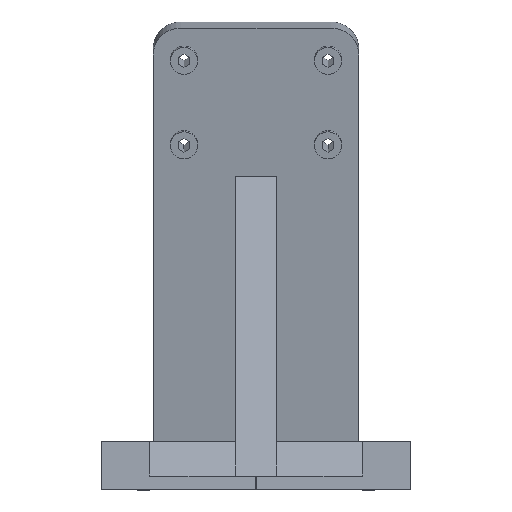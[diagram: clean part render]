
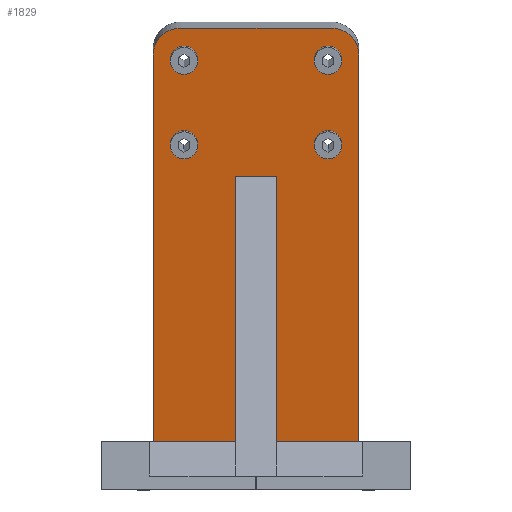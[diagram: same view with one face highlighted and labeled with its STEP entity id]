
A CAD part, top view. The second image highlights one B-rep face of the part: STEP entity #1829.
In plain terms, the highlighted planar face has unit normal (0, -0.174, 0.985).
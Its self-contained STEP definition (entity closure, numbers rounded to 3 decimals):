
#37=FACE_BOUND('',#236,.T.);
#38=FACE_BOUND('',#237,.T.);
#39=FACE_BOUND('',#238,.T.);
#40=FACE_BOUND('',#239,.T.);
#49=CIRCLE('',#1903,2.);
#52=CIRCLE('',#1914,4.);
#53=CIRCLE('',#1922,2.);
#58=CIRCLE('',#1953,4.);
#59=CIRCLE('',#1954,2.);
#60=CIRCLE('',#1955,2.);
#127=FACE_OUTER_BOUND('',#235,.T.);
#235=EDGE_LOOP('',(#1520,#1521,#1522,#1523,#1524,#1525,#1526,#1527,#1528,
#1529));
#236=EDGE_LOOP('',(#1530));
#237=EDGE_LOOP('',(#1531));
#238=EDGE_LOOP('',(#1532));
#239=EDGE_LOOP('',(#1533));
#350=LINE('',#2619,#586);
#366=LINE('',#2648,#602);
#408=LINE('',#2750,#644);
#434=LINE('',#2802,#670);
#438=LINE('',#2809,#674);
#463=LINE('',#2860,#699);
#469=LINE('',#2874,#705);
#470=LINE('',#2877,#706);
#586=VECTOR('',#2106,10.);
#602=VECTOR('',#2130,10.);
#644=VECTOR('',#2224,10.);
#670=VECTOR('',#2284,10.);
#674=VECTOR('',#2290,10.);
#699=VECTOR('',#2327,10.);
#705=VECTOR('',#2339,10.);
#706=VECTOR('',#2342,10.);
#810=VERTEX_POINT('',#2616);
#811=VERTEX_POINT('',#2618);
#820=VERTEX_POINT('',#2646);
#823=VERTEX_POINT('',#2654);
#837=VERTEX_POINT('',#2697);
#840=VERTEX_POINT('',#2702);
#853=VERTEX_POINT('',#2742);
#863=VERTEX_POINT('',#2801);
#865=VERTEX_POINT('',#2808);
#885=VERTEX_POINT('',#2859);
#890=VERTEX_POINT('',#2873);
#891=VERTEX_POINT('',#2875);
#892=VERTEX_POINT('',#2878);
#893=VERTEX_POINT('',#2880);
#988=EDGE_CURVE('',#810,#811,#350,.T.);
#1004=EDGE_CURVE('',#810,#820,#366,.T.);
#1007=EDGE_CURVE('',#823,#823,#49,.T.);
#1031=EDGE_CURVE('',#840,#837,#52,.T.);
#1050=EDGE_CURVE('',#853,#853,#53,.T.);
#1054=EDGE_CURVE('',#820,#837,#408,.T.);
#1080=EDGE_CURVE('',#863,#811,#434,.T.);
#1084=EDGE_CURVE('',#865,#863,#438,.T.);
#1110=EDGE_CURVE('',#865,#885,#463,.T.);
#1118=EDGE_CURVE('',#890,#840,#469,.T.);
#1119=EDGE_CURVE('',#890,#891,#58,.T.);
#1120=EDGE_CURVE('',#885,#891,#470,.T.);
#1121=EDGE_CURVE('',#892,#892,#59,.T.);
#1122=EDGE_CURVE('',#893,#893,#60,.T.);
#1520=ORIENTED_EDGE('',*,*,#1084,.T.);
#1521=ORIENTED_EDGE('',*,*,#1080,.T.);
#1522=ORIENTED_EDGE('',*,*,#988,.F.);
#1523=ORIENTED_EDGE('',*,*,#1004,.T.);
#1524=ORIENTED_EDGE('',*,*,#1054,.T.);
#1525=ORIENTED_EDGE('',*,*,#1031,.F.);
#1526=ORIENTED_EDGE('',*,*,#1118,.F.);
#1527=ORIENTED_EDGE('',*,*,#1119,.T.);
#1528=ORIENTED_EDGE('',*,*,#1120,.F.);
#1529=ORIENTED_EDGE('',*,*,#1110,.F.);
#1530=ORIENTED_EDGE('',*,*,#1050,.T.);
#1531=ORIENTED_EDGE('',*,*,#1007,.F.);
#1532=ORIENTED_EDGE('',*,*,#1121,.T.);
#1533=ORIENTED_EDGE('',*,*,#1122,.F.);
#1738=PLANE('',#1952);
#1829=ADVANCED_FACE('',(#127,#37,#38,#39,#40),#1738,.T.);
#1903=AXIS2_PLACEMENT_3D('',#2655,#2137,#2138);
#1914=AXIS2_PLACEMENT_3D('',#2704,#2180,#2181);
#1922=AXIS2_PLACEMENT_3D('',#2743,#2214,#2215);
#1952=AXIS2_PLACEMENT_3D('',#2872,#2337,#2338);
#1953=AXIS2_PLACEMENT_3D('',#2876,#2340,#2341);
#1954=AXIS2_PLACEMENT_3D('',#2879,#2343,#2344);
#1955=AXIS2_PLACEMENT_3D('',#2881,#2345,#2346);
#2106=DIRECTION('',(0.,0.985,0.174));
#2130=DIRECTION('',(1.,0.,0.));
#2137=DIRECTION('center_axis',(0.,-0.174,0.985));
#2138=DIRECTION('ref_axis',(1.,0.,0.));
#2180=DIRECTION('center_axis',(0.,0.174,-0.985));
#2181=DIRECTION('ref_axis',(1.,0.,0.));
#2214=DIRECTION('center_axis',(0.,0.174,-0.985));
#2215=DIRECTION('ref_axis',(1.,0.,0.));
#2224=DIRECTION('',(0.,0.985,0.174));
#2284=DIRECTION('',(1.,0.,0.));
#2290=DIRECTION('',(0.,0.985,0.174));
#2327=DIRECTION('',(-1.,0.,0.));
#2337=DIRECTION('center_axis',(0.,-0.174,0.985));
#2338=DIRECTION('ref_axis',(0.,0.985,0.174));
#2339=DIRECTION('',(1.,0.,0.));
#2340=DIRECTION('center_axis',(0.,-0.174,0.985));
#2341=DIRECTION('ref_axis',(-1.,0.,0.));
#2342=DIRECTION('',(0.,0.985,0.174));
#2343=DIRECTION('center_axis',(0.,0.174,-0.985));
#2344=DIRECTION('ref_axis',(-1.,0.,0.));
#2345=DIRECTION('center_axis',(0.,-0.174,0.985));
#2346=DIRECTION('ref_axis',(-1.,0.,0.));
#2616=CARTESIAN_POINT('',(3.004,38.,53.721));
#2618=CARTESIAN_POINT('',(3.005,76.652,60.537));
#2619=CARTESIAN_POINT('',(3.004,46.249,55.176));
#2646=CARTESIAN_POINT('',(15.004,38.,53.72));
#2648=CARTESIAN_POINT('',(9.507,38.,53.721));
#2654=CARTESIAN_POINT('',(8.506,93.709,63.544));
#2655=CARTESIAN_POINT('Origin',(10.506,93.709,63.544));
#2697=CARTESIAN_POINT('',(15.005,94.379,63.662));
#2702=CARTESIAN_POINT('',(11.005,98.318,64.356));
#2704=CARTESIAN_POINT('Origin',(11.005,94.379,63.662));
#2742=CARTESIAN_POINT('',(8.506,81.399,61.373));
#2743=CARTESIAN_POINT('Origin',(10.506,81.399,61.373));
#2750=CARTESIAN_POINT('',(15.005,76.652,60.536));
#2801=CARTESIAN_POINT('',(-2.995,76.652,60.537));
#2802=CARTESIAN_POINT('',(0.005,76.652,60.537));
#2808=CARTESIAN_POINT('',(-2.996,38.,53.722));
#2809=CARTESIAN_POINT('',(-2.996,46.249,55.176));
#2859=CARTESIAN_POINT('',(-14.996,38.,53.723));
#2860=CARTESIAN_POINT('',(-9.498,38.,53.722));
#2872=CARTESIAN_POINT('Origin',(0.004,36.801,53.51));
#2873=CARTESIAN_POINT('',(-10.995,98.318,64.358));
#2874=CARTESIAN_POINT('',(0.005,98.318,64.357));
#2875=CARTESIAN_POINT('',(-14.995,94.379,63.664));
#2876=CARTESIAN_POINT('Origin',(-10.995,94.379,63.664));
#2877=CARTESIAN_POINT('',(-14.995,76.652,60.538));
#2878=CARTESIAN_POINT('',(-8.496,93.709,63.545));
#2879=CARTESIAN_POINT('Origin',(-10.496,93.709,63.545));
#2880=CARTESIAN_POINT('',(-8.496,81.399,61.375));
#2881=CARTESIAN_POINT('Origin',(-10.496,81.399,61.375));
